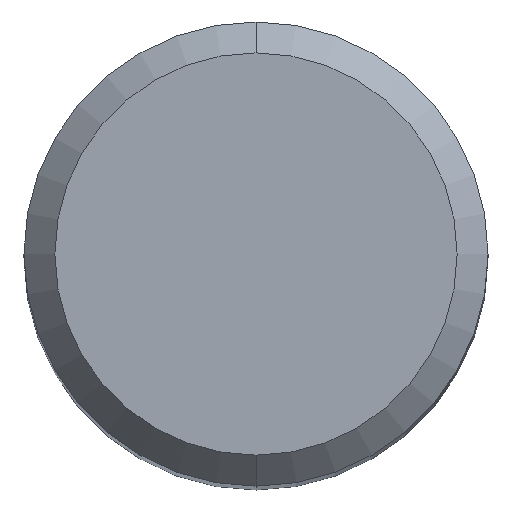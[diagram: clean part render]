
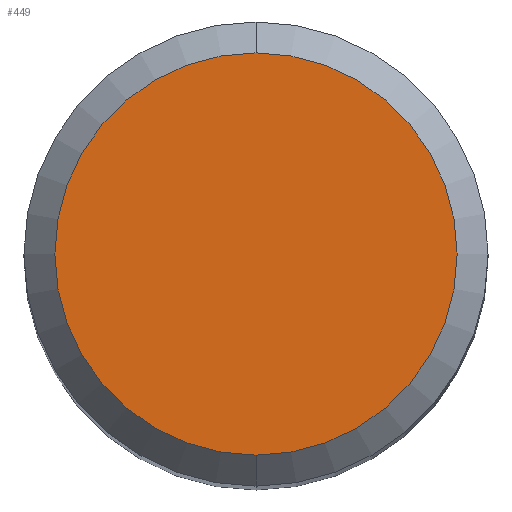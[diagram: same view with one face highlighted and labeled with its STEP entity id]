
A CAD part, top view. The second image highlights one B-rep face of the part: STEP entity #449.
In plain terms, the highlighted planar face has unit normal (0, 0, 1).
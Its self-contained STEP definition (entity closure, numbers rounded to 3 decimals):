
#217=EDGE_CURVE('',#275,#509,#565,.T.);
#275=VERTEX_POINT('',#630);
#347=EDGE_CURVE('',#509,#275,#711,.T.);
#449=ADVANCED_FACE('',(#819),#820,.T.);
#509=VERTEX_POINT('',#887);
#565=CIRCLE('',#987,2.6);
#630=CARTESIAN_POINT('',(0.0,2.6,28.789));
#711=CIRCLE('',#1197,2.6);
#819=FACE_OUTER_BOUND('',#1481,.T.);
#820=PLANE('',#1482);
#887=CARTESIAN_POINT('',(0.,-2.6,28.789));
#987=AXIS2_PLACEMENT_3D('',#1622,#1623,#1624);
#1197=AXIS2_PLACEMENT_3D('',#1801,#1802,#1803);
#1481=EDGE_LOOP('',(#1922,#1923));
#1482=AXIS2_PLACEMENT_3D('',#1924,#1925,#1926);
#1622=CARTESIAN_POINT('',(0.0,0.0,28.789));
#1623=DIRECTION('',(0.0,0.0,-1.0));
#1624=DIRECTION('',(0.0,1.0,0.0));
#1801=CARTESIAN_POINT('',(0.0,0.0,28.789));
#1802=DIRECTION('',(0.0,0.0,-1.0));
#1803=DIRECTION('',(0.0,1.0,0.0));
#1922=ORIENTED_EDGE('',*,*,#217,.F.);
#1923=ORIENTED_EDGE('',*,*,#347,.F.);
#1924=CARTESIAN_POINT('',(0.0,1.3,28.789));
#1925=DIRECTION('',(0.0,0.0,1.0));
#1926=DIRECTION('',(0.0,-1.0,0.0));
